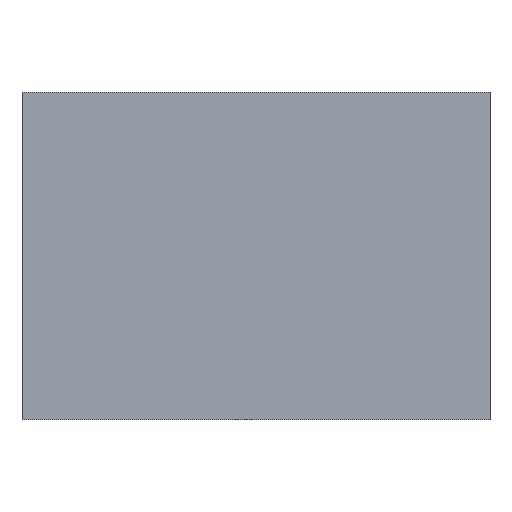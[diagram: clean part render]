
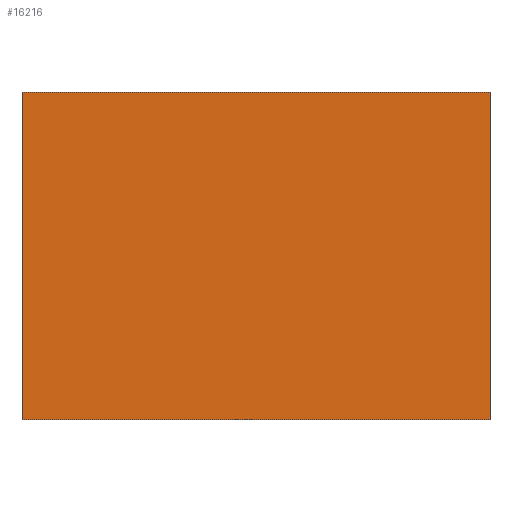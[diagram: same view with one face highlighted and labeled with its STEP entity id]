
A CAD part, front view. The second image highlights one B-rep face of the part: STEP entity #16216.
In plain terms, the highlighted planar face has unit normal (0, -1, 0).
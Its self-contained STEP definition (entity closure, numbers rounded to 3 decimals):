
#725 = CARTESIAN_POINT ( 'NONE',  ( -12.822, -236.584, 263.54 ) ) ;
#1202 = CARTESIAN_POINT ( 'NONE',  ( 237.178, -236.584, -67.498 ) ) ;
#1447 = CARTESIAN_POINT ( 'NONE',  ( -12.822, -236.584, 107.502 ) ) ;
#1841 = EDGE_CURVE ( 'NONE', #5411, #12038, #4976, .T. ) ;
#1926 = ORIENTED_EDGE ( 'NONE', *, *, #8959, .F. ) ;
#2034 = DIRECTION ( 'NONE',  ( 1., 0., 0. ) ) ;
#3424 = ORIENTED_EDGE ( 'NONE', *, *, #18053, .F. ) ;
#3479 = DIRECTION ( 'NONE',  ( -1., 0., 0. ) ) ;
#4180 = LINE ( 'NONE', #10216, #18031 ) ;
#4972 = CARTESIAN_POINT ( 'NONE',  ( -12.822, -236.584, -67.498 ) ) ;
#4976 = LINE ( 'NONE', #7747, #13228 ) ;
#5378 = LINE ( 'NONE', #11421, #6161 ) ;
#5411 = VERTEX_POINT ( 'NONE', #1202 ) ;
#5551 = LINE ( 'NONE', #19465, #13440 ) ;
#6102 = EDGE_LOOP ( 'NONE', ( #8119, #3424, #6931, #1926 ) ) ;
#6161 = VECTOR ( 'NONE', #7043, 1000. ) ;
#6931 = ORIENTED_EDGE ( 'NONE', *, *, #1841, .F. ) ;
#7043 = DIRECTION ( 'NONE',  ( 1., 0., 0. ) ) ;
#7624 = VERTEX_POINT ( 'NONE', #1447 ) ;
#7747 = CARTESIAN_POINT ( 'NONE',  ( 49.678, -236.584, -67.498 ) ) ;
#8119 = ORIENTED_EDGE ( 'NONE', *, *, #13437, .F. ) ;
#8959 = EDGE_CURVE ( 'NONE', #18562, #5411, #4180, .T. ) ;
#9853 = PLANE ( 'NONE',  #11193 ) ;
#10216 = CARTESIAN_POINT ( 'NONE',  ( 237.178, -236.584, 185.521 ) ) ;
#11193 = AXIS2_PLACEMENT_3D ( 'NONE', #725, #17335, #2034 ) ;
#11421 = CARTESIAN_POINT ( 'NONE',  ( 49.678, -236.584, 107.502 ) ) ;
#12038 = VERTEX_POINT ( 'NONE', #4972 ) ;
#13228 = VECTOR ( 'NONE', #3479, 1000. ) ;
#13437 = EDGE_CURVE ( 'NONE', #7624, #18562, #5378, .T. ) ;
#13440 = VECTOR ( 'NONE', #14690, 1000. ) ;
#14207 = CARTESIAN_POINT ( 'NONE',  ( 237.178, -236.584, 107.502 ) ) ;
#14690 = DIRECTION ( 'NONE',  ( 0., 0., 1. ) ) ;
#15738 = FACE_OUTER_BOUND ( 'NONE', #6102, .T. ) ;
#16216 = ADVANCED_FACE ( 'NONE', ( #15738 ), #9853, .F. ) ;
#16301 = DIRECTION ( 'NONE',  ( 0., 0., -1. ) ) ;
#17335 = DIRECTION ( 'NONE',  ( 0., 1., 0. ) ) ;
#18031 = VECTOR ( 'NONE', #16301, 1000. ) ;
#18053 = EDGE_CURVE ( 'NONE', #12038, #7624, #5551, .T. ) ;
#18562 = VERTEX_POINT ( 'NONE', #14207 ) ;
#19465 = CARTESIAN_POINT ( 'NONE',  ( -12.822, -236.584, 185.521 ) ) ;
